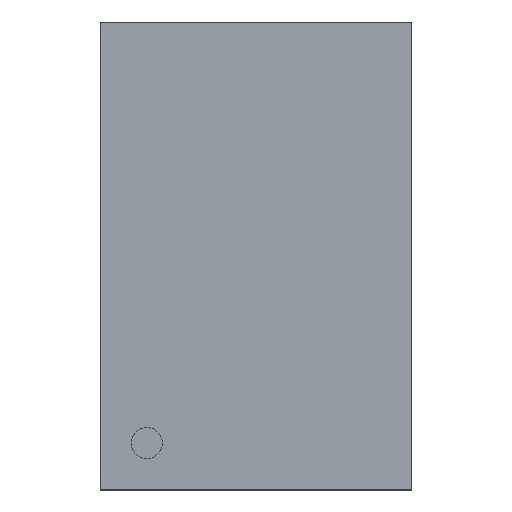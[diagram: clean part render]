
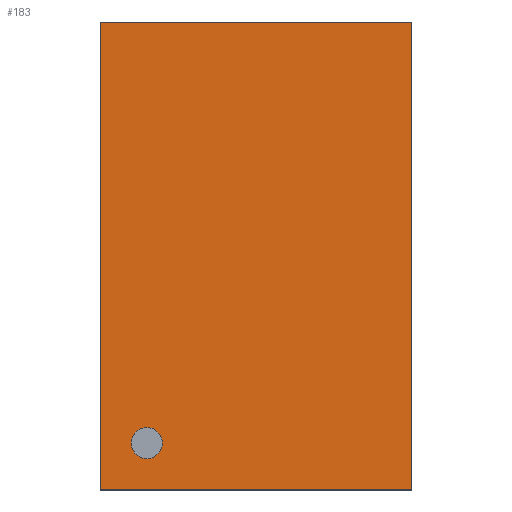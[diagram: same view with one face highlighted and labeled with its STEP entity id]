
A CAD part, top view. The second image highlights one B-rep face of the part: STEP entity #183.
In plain terms, the highlighted planar face has unit normal (0, 0, 1).
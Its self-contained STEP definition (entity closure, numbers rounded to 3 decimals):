
#22 = VERTEX_POINT('',#23);
#23 = CARTESIAN_POINT('',(-0.7,-1.1,0.6));
#39 = EDGE_CURVE('',#22,#22,#40,.T.);
#40 = CIRCLE('',#41,0.1);
#41 = AXIS2_PLACEMENT_3D('',#42,#43,#44);
#42 = CARTESIAN_POINT('',(-0.7,-1.2,0.6));
#43 = DIRECTION('',(-0.,0.,-1.));
#44 = DIRECTION('',(0.,-1.,0.));
#74 = VERTEX_POINT('',#75);
#75 = CARTESIAN_POINT('',(1.,1.5,0.6));
#81 = EDGE_CURVE('',#82,#74,#84,.T.);
#82 = VERTEX_POINT('',#83);
#83 = CARTESIAN_POINT('',(1.,-1.5,0.6));
#84 = LINE('',#85,#86);
#85 = CARTESIAN_POINT('',(1.,-1.5,0.6));
#86 = VECTOR('',#87,1.);
#87 = DIRECTION('',(0.,1.,0.));
#112 = EDGE_CURVE('',#113,#82,#115,.T.);
#113 = VERTEX_POINT('',#114);
#114 = CARTESIAN_POINT('',(-1.,-1.5,0.6));
#115 = LINE('',#116,#117);
#116 = CARTESIAN_POINT('',(-1.,-1.5,0.6));
#117 = VECTOR('',#118,1.);
#118 = DIRECTION('',(1.,0.,0.));
#143 = EDGE_CURVE('',#144,#113,#146,.T.);
#144 = VERTEX_POINT('',#145);
#145 = CARTESIAN_POINT('',(-1.,1.5,0.6));
#146 = LINE('',#147,#148);
#147 = CARTESIAN_POINT('',(-1.,1.5,0.6));
#148 = VECTOR('',#149,1.);
#149 = DIRECTION('',(0.,-1.,0.));
#172 = EDGE_CURVE('',#74,#144,#173,.T.);
#173 = LINE('',#174,#175);
#174 = CARTESIAN_POINT('',(1.,1.5,0.6));
#175 = VECTOR('',#176,1.);
#176 = DIRECTION('',(-1.,0.,0.));
#183 = ADVANCED_FACE('',(#184,#190),#193,.T.);
#184 = FACE_BOUND('',#185,.T.);
#185 = EDGE_LOOP('',(#186,#187,#188,#189));
#186 = ORIENTED_EDGE('',*,*,#172,.T.);
#187 = ORIENTED_EDGE('',*,*,#143,.T.);
#188 = ORIENTED_EDGE('',*,*,#112,.T.);
#189 = ORIENTED_EDGE('',*,*,#81,.T.);
#190 = FACE_BOUND('',#191,.T.);
#191 = EDGE_LOOP('',(#192));
#192 = ORIENTED_EDGE('',*,*,#39,.T.);
#193 = PLANE('',#194);
#194 = AXIS2_PLACEMENT_3D('',#195,#196,#197);
#195 = CARTESIAN_POINT('',(0.,0.,0.6));
#196 = DIRECTION('',(0.,0.,1.));
#197 = DIRECTION('',(0.,1.,0.));
